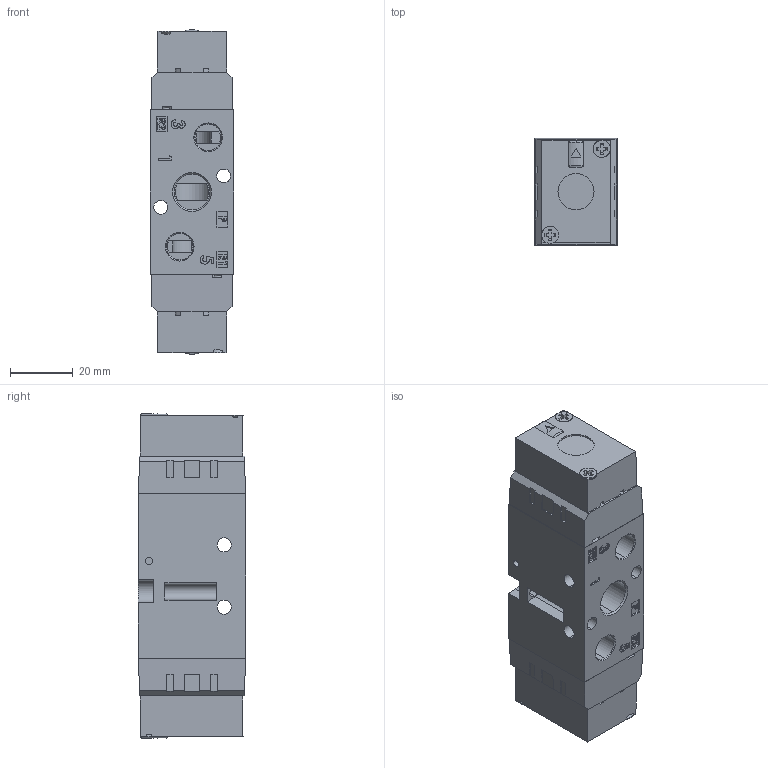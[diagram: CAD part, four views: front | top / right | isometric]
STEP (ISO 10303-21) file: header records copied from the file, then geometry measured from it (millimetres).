
FILE_DESCRIPTION (( 'STEP AP203' ), '1' );
FILE_NAME ('SFP4200.STEP', '2013-01-22T07:21:29', ( '' ), ( '' ), 'SwSTEP 2.0', 'SolidWorks 2008', '' );
FILE_SCHEMA (( 'CONFIG_CONTROL_DESIGN' ));
Length unit declared in the file: millimetre
Products named in the file (6): SemiPilot_ル遽; MasterPilot_ル遽; MasterPilotBolt(M3xL30)_ル遽; SFP4200; Body_ル遽; PilotPlateBolt(M3xL30)_ル遽
Assembly tree (9 placements, depth 2):
  SFP4200
    MasterPilot_ル遽  x2
    PilotPlateBolt(M3xL30)_ル遽
    MasterPilotBolt(M3xL30)_ル遽  x3
    Body_ル遽
    SemiPilot_ル遽  x2
Bounding box: 26.7 x 34.2 x 103.3 mm (x, y, z)
Volume: 50110.9 mm3; surface area: 40637.1 mm2
Topology: 9 solids, 9 shells, 1633 faces, 3933 edges, 2396 vertices
Faces by surface type: cone 662, plane 610, cylinder 295, bspline 60, torus 6
Entity records: 33377 total; most frequent: CARTESIAN_POINT 9072, DIRECTION 4903, ORIENTED_EDGE 4866, EDGE_CURVE 2433, AXIS2_PLACEMENT_3D 1688, VECTOR 1527, LINE 1527, VERTEX_POINT 1505
